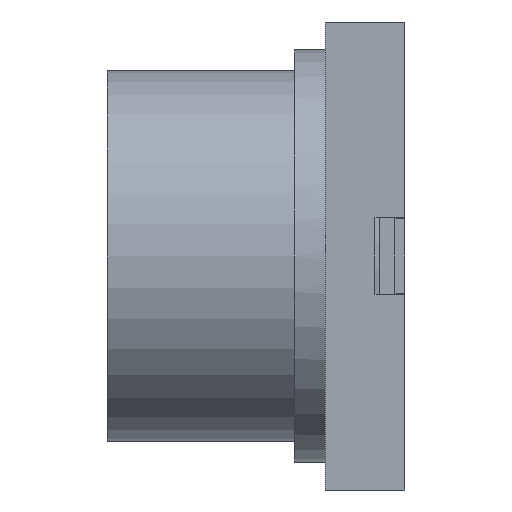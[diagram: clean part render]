
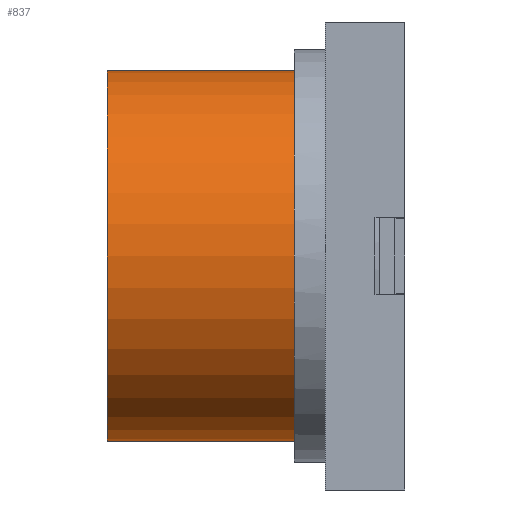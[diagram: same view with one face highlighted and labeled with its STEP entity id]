
A CAD part, left-side view. The second image highlights one B-rep face of the part: STEP entity #837.
In plain terms, the highlighted cylindrical face has radius 1.863 mm (diameter 3.725 mm), a partial arc.
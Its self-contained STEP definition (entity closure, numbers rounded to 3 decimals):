
#526 = FACE_OUTER_BOUND($, #545 ,.T.);
#545 = EDGE_LOOP($,( #740 , #741 , #742 , #743 ));
#566 = LINE($, #1008 , #606 );
#567 = LINE($, #1011 , #607 );
#606 = VECTOR($, #903 ,2.2);
#607 = VECTOR($, #906 ,2.2);
#646 = CIRCLE($, #862 ,1.863);
#647 = CIRCLE($, #863 ,1.863);
#660 = VERTEX_POINT($, #1004 );
#661 = VERTEX_POINT($, #1005 );
#662 = VERTEX_POINT($, #1007 );
#663 = VERTEX_POINT($, #1009 );
#692 = EDGE_CURVE($, #660 , #661 , #646 ,.T.);
#693 = EDGE_CURVE($, #661 , #662 , #566 ,.T.);
#694 = EDGE_CURVE($, #662 , #663 , #647 ,.T.);
#695 = EDGE_CURVE($, #660 , #663 , #567 ,.T.);
#740 = ORIENTED_EDGE($,*,*, #692 ,.T.);
#741 = ORIENTED_EDGE($,*,*, #693 ,.T.);
#742 = ORIENTED_EDGE($,*,*, #694 ,.T.);
#743 = ORIENTED_EDGE($,*,*, #695 ,.F.);
#833 = CYLINDRICAL_SURFACE($, #861 ,1.863);
#837 = ADVANCED_FACE($,( #526 ), #833 ,.T.);
#861 = AXIS2_PLACEMENT_3D($, #1003 , #899 , #900 );
#862 = AXIS2_PLACEMENT_3D($, #1006 , #901 , #902 );
#863 = AXIS2_PLACEMENT_3D($, #1010 , #904 , #905 );
#899 = DIRECTION('center_axis',(0.,-1.,0.));
#900 = DIRECTION('ref_axis',(0.,0.,-1.));
#901 = DIRECTION('center_axis',(0.,-1.,0.));
#902 = DIRECTION('ref_axis',(0.,0.,-1.));
#903 = DIRECTION($,(0.,-1.,0.));
#904 = DIRECTION('center_axis',(0.,1.,0.));
#905 = DIRECTION('ref_axis',(0.,0.,-1.));
#906 = DIRECTION($,(0.,-1.,0.));
#1003 = CARTESIAN_POINT('Origin',(-3.415,2.99,0.));
#1004 = CARTESIAN_POINT('',(-3.415,2.99,1.863));
#1005 = CARTESIAN_POINT('',(-3.415,2.99,-1.863));
#1006 = CARTESIAN_POINT('Origin',(-3.415,2.99,0.));
#1007 = CARTESIAN_POINT('',(-3.415,1.111,-1.863));
#1008 = CARTESIAN_POINT($,(-3.415,2.99,-1.863));
#1009 = CARTESIAN_POINT('',(-3.415,1.111,1.863));
#1010 = CARTESIAN_POINT('Origin',(-3.415,1.111,0.));
#1011 = CARTESIAN_POINT($,(-3.415,2.99,1.863));
